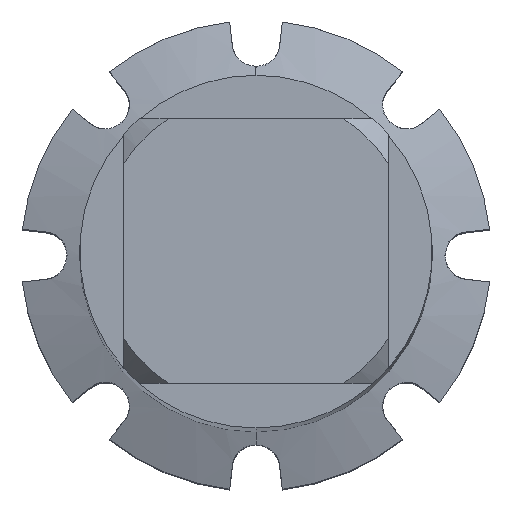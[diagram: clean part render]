
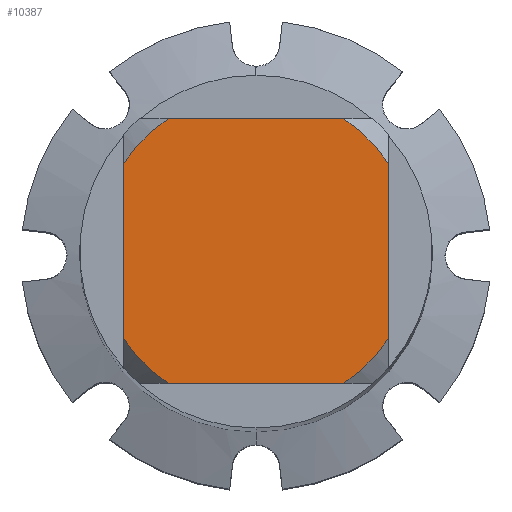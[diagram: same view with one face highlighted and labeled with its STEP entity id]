
A CAD part, top view. The second image highlights one B-rep face of the part: STEP entity #10387.
In plain terms, the highlighted planar face has unit normal (0, 0, 1).
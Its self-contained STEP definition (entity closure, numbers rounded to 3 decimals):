
#4135=EDGE_CURVE('',#7123,#7671,#11241,.T.);
#4331=EDGE_CURVE('',#8317,#6241,#11456,.T.);
#4477=EDGE_CURVE('',#7403,#7671,#11610,.T.);
#4527=EDGE_CURVE('',#5603,#10301,#11667,.T.);
#4641=EDGE_CURVE('',#8317,#6505,#11788,.T.);
#5603=VERTEX_POINT('',#12830);
#6077=EDGE_CURVE('',#7403,#10301,#13347,.T.);
#6241=VERTEX_POINT('',#13523);
#6505=VERTEX_POINT('',#13807);
#7123=VERTEX_POINT('',#14481);
#7403=VERTEX_POINT('',#14792);
#7593=EDGE_CURVE('',#5603,#6505,#15003,.T.);
#7671=VERTEX_POINT('',#15088);
#8317=VERTEX_POINT('',#15781);
#9833=EDGE_CURVE('',#7123,#6241,#17430,.T.);
#10301=VERTEX_POINT('',#17934);
#10387=ADVANCED_FACE('',(#18024),#18025,.T.);
#11241=LINE('',#19453,#19454);
#11456=LINE('',#19868,#19869);
#11610=CIRCLE('',#20140,5.4);
#11667=CIRCLE('',#20243,5.4);
#11788=CIRCLE('',#20490,5.4);
#12830=CARTESIAN_POINT('',(2.985,4.5,0.0));
#13347=LINE('',#23345,#23346);
#13523=CARTESIAN_POINT('',(-4.5,-2.985,0.0));
#13807=CARTESIAN_POINT('',(-2.985,4.5,0.0));
#14481=CARTESIAN_POINT('',(-2.985,-4.5,0.0));
#14792=CARTESIAN_POINT('',(4.5,-2.985,0.0));
#15003=LINE('',#26299,#26300);
#15088=CARTESIAN_POINT('',(2.985,-4.5,0.0));
#15781=CARTESIAN_POINT('',(-4.5,2.985,0.0));
#17430=CIRCLE('',#30667,5.4);
#17934=CARTESIAN_POINT('',(4.5,2.985,0.0));
#18024=FACE_OUTER_BOUND('',#31674,.T.);
#18025=PLANE('',#31675);
#19453=CARTESIAN_POINT('',(0.0,-4.5,0.0));
#19454=VECTOR('',#32720,1.0);
#19868=CARTESIAN_POINT('',(-4.5,1.35,0.0));
#19869=VECTOR('',#32945,1.0);
#20140=AXIS2_PLACEMENT_3D('',#33073,#33074,#33075);
#20243=AXIS2_PLACEMENT_3D('',#33143,#33144,#33145);
#20490=AXIS2_PLACEMENT_3D('',#33240,#33241,#33242);
#23345=CARTESIAN_POINT('',(4.5,1.35,0.0));
#23346=VECTOR('',#34888,1.0);
#26299=CARTESIAN_POINT('',(0.0,4.5,0.0));
#26300=VECTOR('',#36714,1.0);
#30667=AXIS2_PLACEMENT_3D('',#39336,#39337,#39338);
#31674=EDGE_LOOP('',(#39863,#39864,#39865,#39866,#39867,#39868,#39869,#39870));
#31675=AXIS2_PLACEMENT_3D('',#39871,#39872,#39873);
#32720=DIRECTION('',(1.0,0.0,0.0));
#32945=DIRECTION('',(-0.0,-1.0,0.0));
#33073=CARTESIAN_POINT('',(0.0,0.0,0.0));
#33074=DIRECTION('',(0.0,0.0,-1.0));
#33075=DIRECTION('',(0.0,1.0,0.0));
#33143=CARTESIAN_POINT('',(0.0,0.0,0.0));
#33144=DIRECTION('',(0.0,0.0,-1.0));
#33145=DIRECTION('',(0.0,1.0,0.0));
#33240=CARTESIAN_POINT('',(0.0,0.0,0.0));
#33241=DIRECTION('',(0.0,0.0,-1.0));
#33242=DIRECTION('',(0.0,1.0,0.0));
#34888=DIRECTION('',(-0.0,1.0,0.0));
#36714=DIRECTION('',(-1.0,0.0,0.0));
#39336=CARTESIAN_POINT('',(0.0,0.0,0.0));
#39337=DIRECTION('',(0.0,0.0,-1.0));
#39338=DIRECTION('',(0.0,1.0,0.0));
#39863=ORIENTED_EDGE('',*,*,#4331,.T.);
#39864=ORIENTED_EDGE('',*,*,#9833,.F.);
#39865=ORIENTED_EDGE('',*,*,#4135,.T.);
#39866=ORIENTED_EDGE('',*,*,#4477,.F.);
#39867=ORIENTED_EDGE('',*,*,#6077,.T.);
#39868=ORIENTED_EDGE('',*,*,#4527,.F.);
#39869=ORIENTED_EDGE('',*,*,#7593,.T.);
#39870=ORIENTED_EDGE('',*,*,#4641,.F.);
#39871=CARTESIAN_POINT('',(0.0,2.7,0.0));
#39872=DIRECTION('',(-0.0,0.0,1.0));
#39873=DIRECTION('',(0.0,-1.0,0.0));
